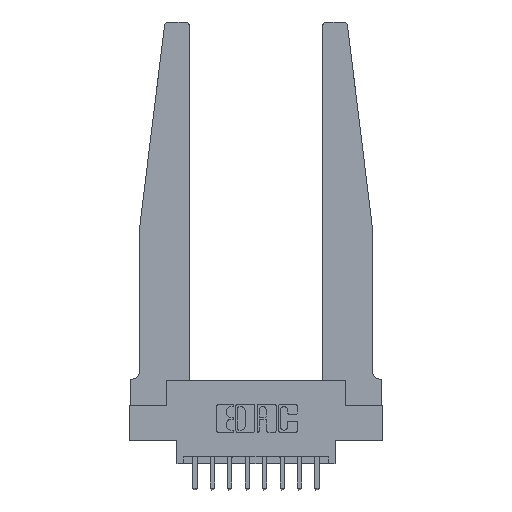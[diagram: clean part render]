
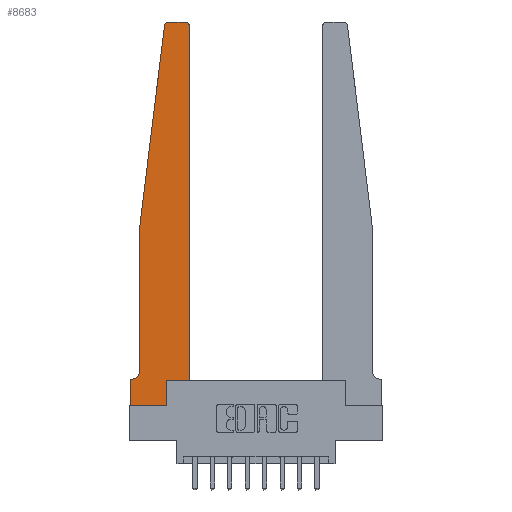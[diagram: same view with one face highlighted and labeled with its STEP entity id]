
A CAD part, top view. The second image highlights one B-rep face of the part: STEP entity #8683.
In plain terms, the highlighted planar face has unit normal (0, 0, 1).
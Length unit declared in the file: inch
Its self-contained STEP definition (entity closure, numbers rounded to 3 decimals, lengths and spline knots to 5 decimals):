
#286 = CARTESIAN_POINT ( 'NONE',  ( 0.425, 0.18, 0.37 ) ) ;
#418 = CARTESIAN_POINT ( 'NONE',  ( 0.065, 1.25, 0.37 ) ) ;
#720 = ORIENTED_EDGE ( 'NONE', *, *, #6771, .T. ) ;
#961 = CARTESIAN_POINT ( 'NONE',  ( 0.015, 0.2375, 0.37 ) ) ;
#980 = LINE ( 'NONE', #3900, #3870 ) ;
#1002 = DIRECTION ( 'NONE',  ( 1., 0., 0. ) ) ;
#1010 = LINE ( 'NONE', #4854, #7151 ) ;
#1054 = FACE_OUTER_BOUND ( 'NONE', #9289, .T. ) ;
#1111 = EDGE_CURVE ( 'NONE', #11075, #14707, #9485, .T. ) ;
#1441 = EDGE_CURVE ( 'NONE', #10106, #11075, #8386, .T. ) ;
#1849 = CIRCLE ( 'NONE', #11584, 0.03 ) ;
#2206 = DIRECTION ( 'NONE',  ( -1., 0., 0. ) ) ;
#2272 = ORIENTED_EDGE ( 'NONE', *, *, #1441, .T. ) ;
#2421 = LINE ( 'NONE', #13535, #14364 ) ;
#2485 = ORIENTED_EDGE ( 'NONE', *, *, #6468, .T. ) ;
#2502 = CIRCLE ( 'NONE', #14543, 0.03 ) ;
#2615 = DIRECTION ( 'NONE',  ( 0., -1., 0. ) ) ;
#2679 = EDGE_CURVE ( 'NONE', #14024, #10465, #3875, .T. ) ;
#3091 = ORIENTED_EDGE ( 'NONE', *, *, #8118, .T. ) ;
#3311 = DIRECTION ( 'NONE',  ( 1., 0., 0. ) ) ;
#3620 = LINE ( 'NONE', #10479, #4678 ) ;
#3819 = VECTOR ( 'NONE', #9355, 39.37008 ) ;
#3854 = DIRECTION ( 'NONE',  ( 0., -1., 0. ) ) ;
#3870 = VECTOR ( 'NONE', #2615, 39.37008 ) ;
#3875 = LINE ( 'NONE', #9519, #3819 ) ;
#3894 = EDGE_CURVE ( 'NONE', #12546, #5028, #980, .T. ) ;
#3900 = CARTESIAN_POINT ( 'NONE',  ( 0.065, 1.25, 0.37 ) ) ;
#4199 = PLANE ( 'NONE',  #11163 ) ;
#4678 = VECTOR ( 'NONE', #3854, 39.37008 ) ;
#4751 = CARTESIAN_POINT ( 'NONE',  ( 0.065, 1.25, 0.37 ) ) ;
#4854 = CARTESIAN_POINT ( 'NONE',  ( 0.2605, 0.18, 0.37 ) ) ;
#5016 = CARTESIAN_POINT ( 'NONE',  ( 0.24675, 2.72367, 0.37 ) ) ;
#5028 = VERTEX_POINT ( 'NONE', #10666 ) ;
#5210 = CARTESIAN_POINT ( 'NONE',  ( 0.27653, 2.72, 0.37 ) ) ;
#5280 = DIRECTION ( 'NONE',  ( 0., 0., 1. ) ) ;
#5284 = AXIS2_PLACEMENT_3D ( 'NONE', #961, #9001, #2206 ) ;
#5541 = CARTESIAN_POINT ( 'NONE',  ( 0.395, 2.72, 0.37 ) ) ;
#5630 = ORIENTED_EDGE ( 'NONE', *, *, #2679, .T. ) ;
#5660 = VERTEX_POINT ( 'NONE', #5016 ) ;
#5788 = VECTOR ( 'NONE', #1002, 39.37008 ) ;
#5840 = ORIENTED_EDGE ( 'NONE', *, *, #11724, .T. ) ;
#5972 = CARTESIAN_POINT ( 'NONE',  ( 0.2605, 0.18, 0.37 ) ) ;
#6003 = ORIENTED_EDGE ( 'NONE', *, *, #10085, .T. ) ;
#6049 = ORIENTED_EDGE ( 'NONE', *, *, #1111, .T. ) ;
#6334 = DIRECTION ( 'NONE',  ( 1., 0., 0. ) ) ;
#6468 = EDGE_CURVE ( 'NONE', #14707, #7184, #2502, .T. ) ;
#6543 = EDGE_CURVE ( 'NONE', #5028, #14024, #10068, .T. ) ;
#6643 = DIRECTION ( 'NONE',  ( 1., 0., 0. ) ) ;
#6729 = VERTEX_POINT ( 'NONE', #7070 ) ;
#6771 = EDGE_CURVE ( 'NONE', #10465, #6729, #3620, .T. ) ;
#6781 = CARTESIAN_POINT ( 'NONE',  ( 0., 0., 0.37 ) ) ;
#6862 = DIRECTION ( 'NONE',  ( -1., 0., 0. ) ) ;
#6865 = CARTESIAN_POINT ( 'NONE',  ( 0., 0.1875, 0.37 ) ) ;
#7070 = CARTESIAN_POINT ( 'NONE',  ( 0., 0., 0.37 ) ) ;
#7151 = VECTOR ( 'NONE', #12577, 39.37008 ) ;
#7184 = VERTEX_POINT ( 'NONE', #14593 ) ;
#7214 = CARTESIAN_POINT ( 'NONE',  ( 0.015, 0.1875, 0.37 ) ) ;
#7427 = ORIENTED_EDGE ( 'NONE', *, *, #6543, .T. ) ;
#8118 = EDGE_CURVE ( 'NONE', #12180, #5660, #1849, .T. ) ;
#8150 = DIRECTION ( 'NONE',  ( 0., 1., 0. ) ) ;
#8262 = VECTOR ( 'NONE', #3311, 39.37008 ) ;
#8386 = LINE ( 'NONE', #286, #8262 ) ;
#8683 = ADVANCED_FACE ( 'NONE', ( #1054 ), #4199, .T. ) ;
#8737 = LINE ( 'NONE', #6781, #5788 ) ;
#8831 = EDGE_CURVE ( 'NONE', #7184, #12180, #2421, .T. ) ;
#9001 = DIRECTION ( 'NONE',  ( 0., 0., -1. ) ) ;
#9159 = CARTESIAN_POINT ( 'NONE',  ( 0.425, 0.18, 0.37 ) ) ;
#9289 = EDGE_LOOP ( 'NONE', ( #10231, #3091, #14453, #12663, #7427, #5630, #720, #5840, #6003, #2272, #6049, #2485 ) ) ;
#9355 = DIRECTION ( 'NONE',  ( -1., 0., 0. ) ) ;
#9386 = CARTESIAN_POINT ( 'NONE',  ( 0.2605, 0., 0.37 ) ) ;
#9401 = VECTOR ( 'NONE', #8150, 39.37008 ) ;
#9485 = LINE ( 'NONE', #9159, #9401 ) ;
#9519 = CARTESIAN_POINT ( 'NONE',  ( 0.065, 0.1875, 0.37 ) ) ;
#10068 = CIRCLE ( 'NONE', #5284, 0.05 ) ;
#10085 = EDGE_CURVE ( 'NONE', #12414, #10106, #1010, .T. ) ;
#10106 = VERTEX_POINT ( 'NONE', #5972 ) ;
#10226 = CARTESIAN_POINT ( 'NONE',  ( 0.425, 0.18, 0.37 ) ) ;
#10231 = ORIENTED_EDGE ( 'NONE', *, *, #8831, .T. ) ;
#10465 = VERTEX_POINT ( 'NONE', #6865 ) ;
#10479 = CARTESIAN_POINT ( 'NONE',  ( 0., 0., 0.37 ) ) ;
#10542 = EDGE_CURVE ( 'NONE', #5660, #12546, #10803, .T. ) ;
#10666 = CARTESIAN_POINT ( 'NONE',  ( 0.065, 0.2375, 0.37 ) ) ;
#10803 = LINE ( 'NONE', #4751, #11662 ) ;
#10817 = CARTESIAN_POINT ( 'NONE',  ( 0., 0.1875, 0.37 ) ) ;
#11075 = VERTEX_POINT ( 'NONE', #10226 ) ;
#11163 = AXIS2_PLACEMENT_3D ( 'NONE', #10817, #5280, #13032 ) ;
#11353 = DIRECTION ( 'NONE',  ( -0.122, -0.992, 0. ) ) ;
#11584 = AXIS2_PLACEMENT_3D ( 'NONE', #5210, #12949, #6334 ) ;
#11637 = CARTESIAN_POINT ( 'NONE',  ( 0.425, 2.72, 0.37 ) ) ;
#11662 = VECTOR ( 'NONE', #11353, 39.37008 ) ;
#11724 = EDGE_CURVE ( 'NONE', #6729, #12414, #8737, .T. ) ;
#12180 = VERTEX_POINT ( 'NONE', #12339 ) ;
#12339 = CARTESIAN_POINT ( 'NONE',  ( 0.27653, 2.75, 0.37 ) ) ;
#12414 = VERTEX_POINT ( 'NONE', #9386 ) ;
#12546 = VERTEX_POINT ( 'NONE', #418 ) ;
#12577 = DIRECTION ( 'NONE',  ( 0., 1., 0. ) ) ;
#12663 = ORIENTED_EDGE ( 'NONE', *, *, #3894, .T. ) ;
#12949 = DIRECTION ( 'NONE',  ( 0., 0., 1. ) ) ;
#13032 = DIRECTION ( 'NONE',  ( 1., 0., 0. ) ) ;
#13300 = DIRECTION ( 'NONE',  ( 0., 0., 1. ) ) ;
#13535 = CARTESIAN_POINT ( 'NONE',  ( 0.25, 2.75, 0.37 ) ) ;
#14024 = VERTEX_POINT ( 'NONE', #7214 ) ;
#14364 = VECTOR ( 'NONE', #6862, 39.37008 ) ;
#14453 = ORIENTED_EDGE ( 'NONE', *, *, #10542, .T. ) ;
#14543 = AXIS2_PLACEMENT_3D ( 'NONE', #5541, #13300, #6643 ) ;
#14593 = CARTESIAN_POINT ( 'NONE',  ( 0.395, 2.75, 0.37 ) ) ;
#14707 = VERTEX_POINT ( 'NONE', #11637 ) ;
